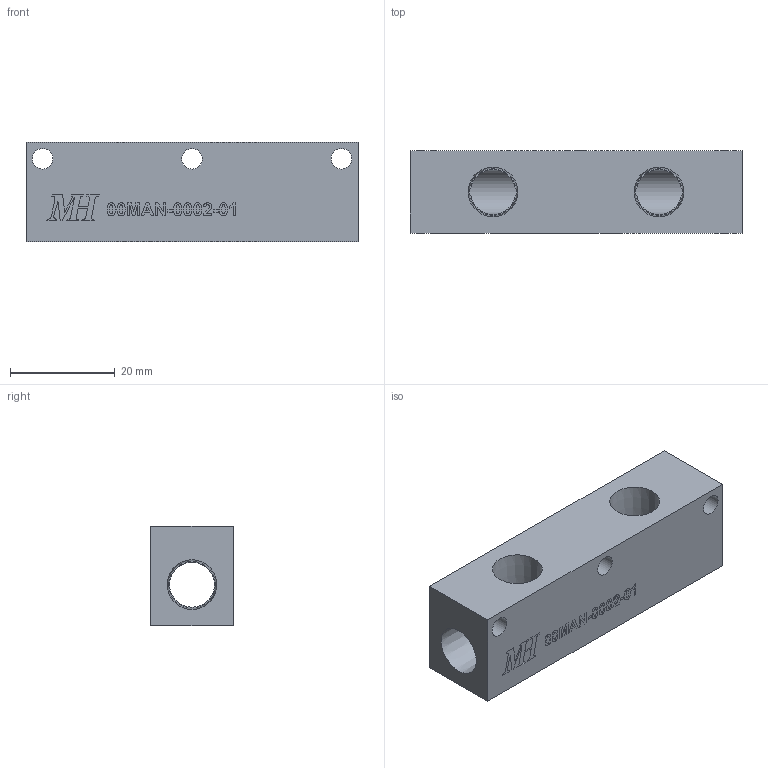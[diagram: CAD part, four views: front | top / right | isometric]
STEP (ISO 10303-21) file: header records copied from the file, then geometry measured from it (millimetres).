
FILE_DESCRIPTION(('STEP AP214'),'1');
FILE_NAME('00MAN-0002-01_B3 (Low Pressure Manifold, Dual (2x) 18-27 FNPT outlet ports).stp','2024-03-28T20:30:13',(' '),(' '),'Spatial InterOp 3D',' ',' ');
FILE_SCHEMA(('AUTOMOTIVE_DESIGN { 1 0 10303 214 1 1 1 1 }'));
Length unit declared in the file: inch
Products named in the file (1): 00MAN-0002-01$B3 (Low Pressure Manifold, Dual (2x) 1/8-27 FNPT outlet ports, Raw)
Bounding box: 63.5 x 15.75 x 19.05 mm (x, y, z)
Volume: 13638.7 mm3; surface area: 7355 mm2
Topology: 1 solids, 1 shells, 591 faces, 1707 edges, 1139 vertices
Faces by surface type: plane 567, cylinder 20, cone 4
Full cylindrical faces by diameter (mm): 3.937 x3, 8.611 x1
Entity records: 23784 total; most frequent: CARTESIAN_POINT 3446, ORIENTED_EDGE 3392, DIRECTION 2934, EDGE_CURVE 1696, LINE 1634, VECTOR 1634, VERTEX_POINT 1138, AXIS2_PLACEMENT_3D 650
